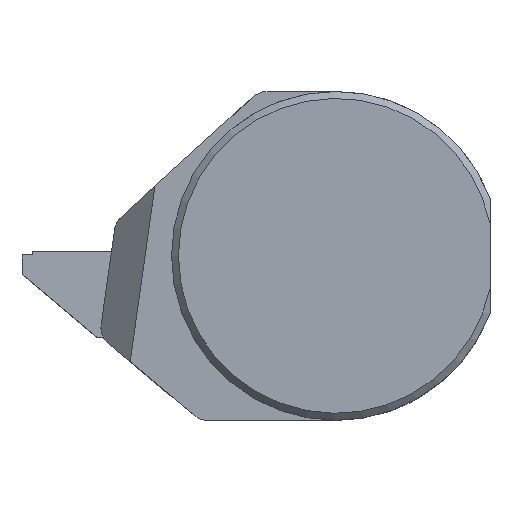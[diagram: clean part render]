
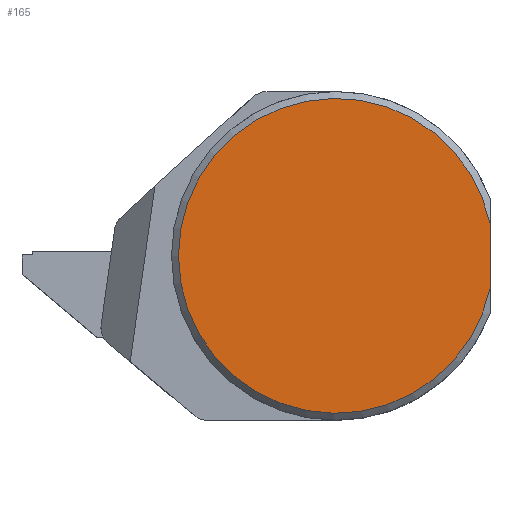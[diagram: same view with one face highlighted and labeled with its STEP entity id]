
A CAD part, top view. The second image highlights one B-rep face of the part: STEP entity #165.
In plain terms, the highlighted planar face has unit normal (0, 0, 1).
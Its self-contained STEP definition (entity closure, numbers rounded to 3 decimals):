
#118=CIRCLE('',#1130,15.325);
#165=ADVANCED_FACE('',(#252),#211,.F.);
#211=PLANE('',#1131);
#252=FACE_OUTER_BOUND('',#296,.T.);
#296=EDGE_LOOP('',(#462,#463));
#462=ORIENTED_EDGE('',*,*,#771,.T.);
#463=ORIENTED_EDGE('',*,*,#753,.F.);
#655=VERTEX_POINT('',#1573);
#656=VERTEX_POINT('',#1575);
#753=EDGE_CURVE('',#655,#656,#864,.T.);
#771=EDGE_CURVE('',#655,#656,#118,.T.);
#864=LINE('',#1574,#954);
#954=VECTOR('',#1272,1.);
#1130=AXIS2_PLACEMENT_3D('',#1613,#1311,#1312);
#1131=AXIS2_PLACEMENT_3D('',#1614,#1313,#1314);
#1272=DIRECTION('',(0.,-1.,0.));
#1311=DIRECTION('',(0.,0.,1.));
#1312=DIRECTION('',(-1.,0.,0.));
#1313=DIRECTION('',(0.,0.,-1.));
#1314=DIRECTION('',(-1.,0.,0.));
#1573=CARTESIAN_POINT('',(15.,3.137,0.));
#1574=CARTESIAN_POINT('',(15.,10.,0.));
#1575=CARTESIAN_POINT('',(15.,-3.137,0.));
#1613=CARTESIAN_POINT('',(0.,0.,0.));
#1614=CARTESIAN_POINT('',(0.,0.,0.));
